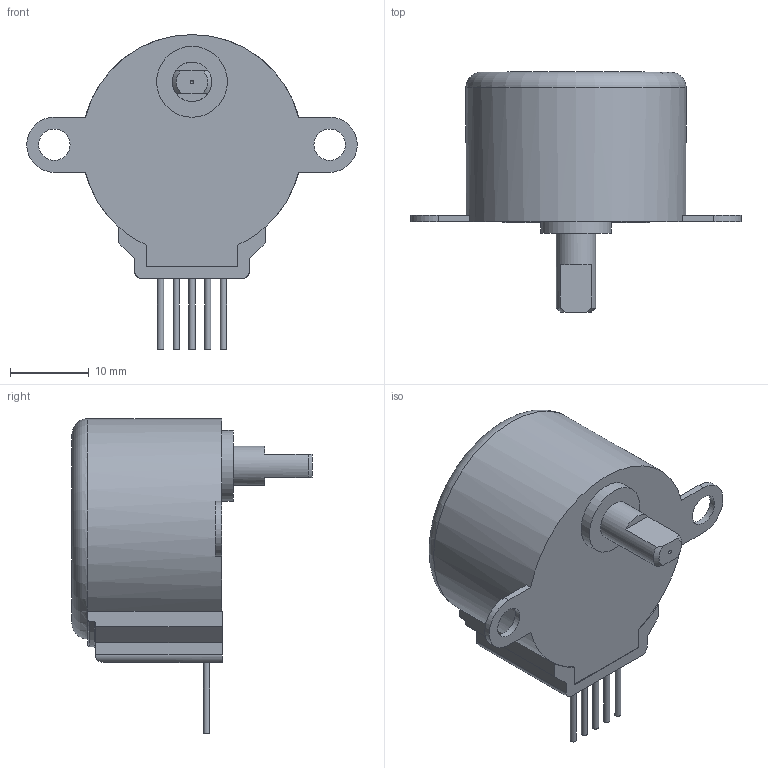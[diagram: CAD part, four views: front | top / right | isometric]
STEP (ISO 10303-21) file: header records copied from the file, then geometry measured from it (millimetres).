
FILE_DESCRIPTION(/* description */ ('Unknown'),/* implementation_level */ '2;1');
FILE_NAME(/* name */ '3-5V Stepper Motor.step',/* time_stamp */ '2018-10-08T16:55:22+02:00',/* author */ ('Rodrigo HC'),/* organization */ ('Unknown'),/* preprocessor_version */ 'ST-DEVELOPER v16.1',/* originating_system */ 'Autodesk Inventor 2016',/* authorisation */ ' ');
FILE_SCHEMA (('AUTOMOTIVE_DESIGN { 1 0 10303 214 3 1 1 }'));
Length unit declared in the file: millimetre
Products named in the file (1): 3-5V Stepper Motor
Bounding box: 42 x 30.5 x 40 mm (x, y, z)
Volume: 12956.5 mm3; surface area: 3594 mm2
Topology: 1 solids, 1 shells, 152 faces, 381 edges, 273 vertices
Faces by surface type: plane 104, bspline 22, cylinder 20, cone 3, torus 3
Full cylindrical faces by diameter (mm): 0.8 x5, 4 x2, 5 x1, 9 x1
Entity records: 6425 total; most frequent: CARTESIAN_POINT 2733, ORIENTED_EDGE 698, DIRECTION 639, EDGE_CURVE 349, LINE 253, VECTOR 253, VERTEX_POINT 237, EDGE_LOOP 194
